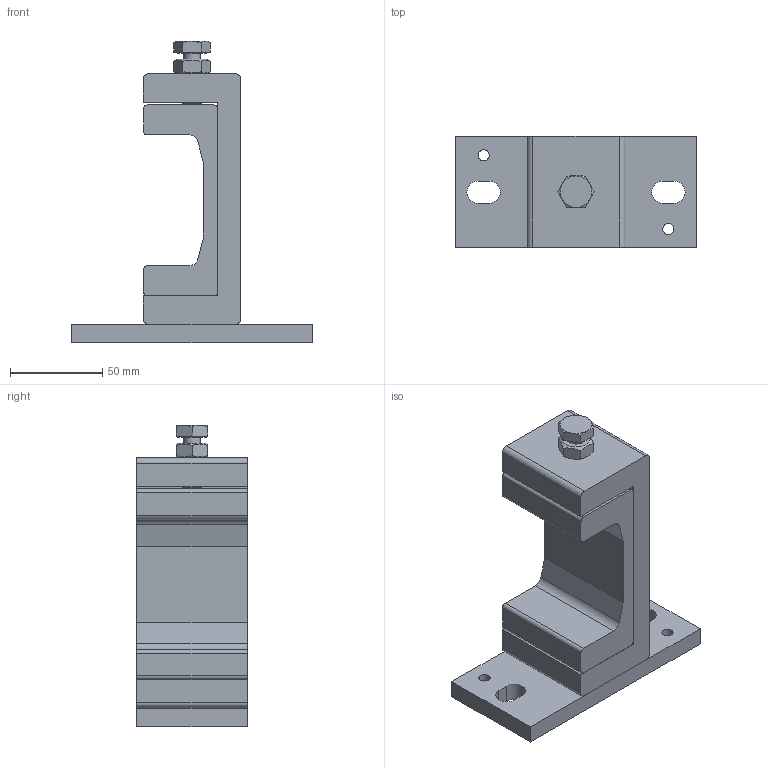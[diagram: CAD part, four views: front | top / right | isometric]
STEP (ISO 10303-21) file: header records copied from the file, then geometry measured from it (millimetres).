
FILE_DESCRIPTION(/* description */ (''),/* implementation_level */ '2;1');
FILE_NAME(/* name */ 'KS 070.3650_Klemmkonsole_Zusammenbau.stp',/* time_stamp */ '2014-11-19T11:11:42+01:00',/* author */ ('hipp'),/* organization */ (''),/* preprocessor_version */ 'ST-DEVELOPER v15.2',/* originating_system */ 'Autodesk Inventor 2014',/* authorisation */ '');
FILE_SCHEMA (('AUTOMOTIVE_DESIGN { 1 0 10303 214 3 1 1 }'));
Length unit declared in the file: millimetre
Products named in the file (8): KS 070.3650_Klemmkonsole_Schweißteil_Schweißnä
hte; KS 070.3650.01_Anschraubplatte; UP 090.0700_; KS 070.3650_Klemmkonsole_Schweißteil; ALFATEC_UP 070.0700; DIN 934 - M10 x 1,5; DIN 933 - M10  x 28; KS 070.3650_Klemmkonsole_Zusammenbau
Bounding box: 130 x 60 x 163 mm (x, y, z)
Volume: 362909.4 mm3; surface area: 81569.1 mm2
Topology: 6 solids, 6 shells, 95 faces, 239 edges, 157 vertices
Faces by surface type: plane 55, cylinder 27, cone 12, bspline 1
Full cylindrical faces by diameter (mm): 6 x2, 8.376 x2, 9.188 x1, 10 x1, 15.4 x1
Entity records: 3271 total; most frequent: CARTESIAN_POINT 889, DIRECTION 470, ORIENTED_EDGE 448, EDGE_CURVE 224, AXIS2_PLACEMENT_3D 172, VERTEX_POINT 155, LINE 126, VECTOR 126
